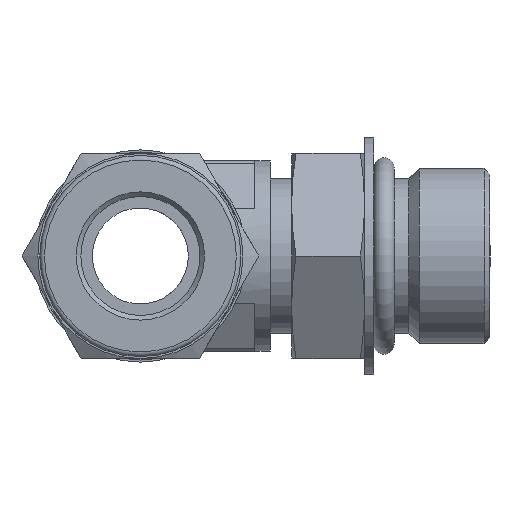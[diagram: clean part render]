
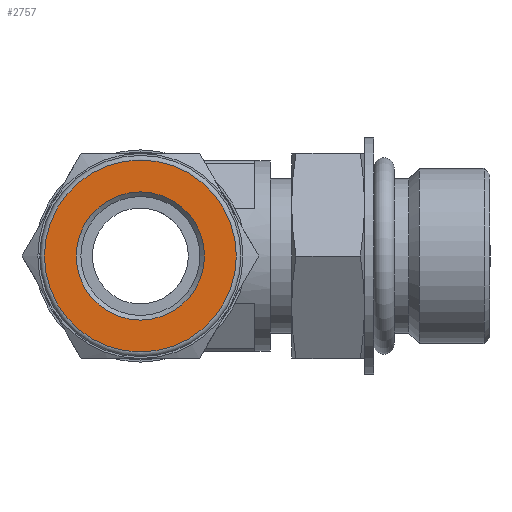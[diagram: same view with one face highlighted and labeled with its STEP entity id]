
A CAD part, left-side view. The second image highlights one B-rep face of the part: STEP entity #2757.
In plain terms, the highlighted planar face has unit normal (-1, 0, 0).
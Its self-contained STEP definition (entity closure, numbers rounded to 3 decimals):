
#144=FACE_BOUND('',#950,.T.);
#604=PLANE('',#3078);
#751=FACE_OUTER_BOUND('',#949,.T.);
#949=EDGE_LOOP('',(#2360));
#950=EDGE_LOOP('',(#2361));
#1129=CIRCLE('',#3077,10.4);
#1130=CIRCLE('',#3079,6.95);
#1347=VERTEX_POINT('',#4907);
#1348=VERTEX_POINT('',#4911);
#1698=EDGE_CURVE('',#1347,#1347,#1129,.T.);
#1699=EDGE_CURVE('',#1348,#1348,#1130,.T.);
#2360=ORIENTED_EDGE('',*,*,#1698,.F.);
#2361=ORIENTED_EDGE('',*,*,#1699,.T.);
#2757=ADVANCED_FACE('',(#751,#144),#604,.T.);
#3077=AXIS2_PLACEMENT_3D('',#4909,#3785,#3786);
#3078=AXIS2_PLACEMENT_3D('',#4910,#3787,#3788);
#3079=AXIS2_PLACEMENT_3D('',#4912,#3789,#3790);
#3785=DIRECTION('center_axis',(1.,0.,0.));
#3786=DIRECTION('ref_axis',(0.,0.,-1.));
#3787=DIRECTION('center_axis',(-1.,0.,0.));
#3788=DIRECTION('ref_axis',(0.,0.,1.));
#3789=DIRECTION('center_axis',(1.,0.,0.));
#3790=DIRECTION('ref_axis',(0.,0.,-1.));
#4907=CARTESIAN_POINT('',(-37.601,0.,10.4));
#4909=CARTESIAN_POINT('Origin',(-37.601,0.,
0.));
#4910=CARTESIAN_POINT('Origin',(-37.601,10.4,0.));
#4911=CARTESIAN_POINT('',(-37.601,-6.95,0.));
#4912=CARTESIAN_POINT('Origin',(-37.601,0.,
0.));
